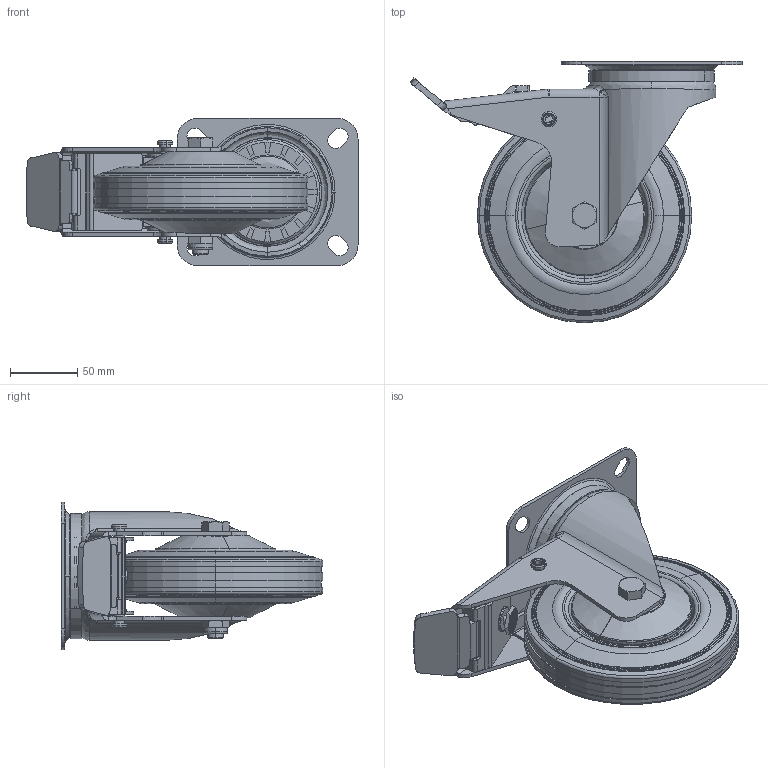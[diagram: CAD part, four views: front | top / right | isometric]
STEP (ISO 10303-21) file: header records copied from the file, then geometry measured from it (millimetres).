
FILE_DESCRIPTION (( 'STEP AP203' ), '1' );
FILE_NAME ('L420.B55.161.step', '2016-11-12T14:50:06', ( 'CAD' ), ( '' ), 'SwSTEP 2.0', 'SolidWorks 2012', '' );
FILE_SCHEMA (( 'CONFIG_CONTROL_DESIGN' ));
Length unit declared in the file: millimetre
Products named in the file (1): L420.B55.161
Bounding box: 247.75 x 195.04 x 110 mm (x, y, z)
Volume: 754466.4 mm3; surface area: 333124.3 mm2
Topology: 61 solids, 61 shells, 1446 faces, 3729 edges, 2293 vertices
Faces by surface type: plane 477, cylinder 464, bspline 309, cone 102, torus 94
Entity records: 53052 total; most frequent: CARTESIAN_POINT 18890, DIRECTION 7202, ORIENTED_EDGE 7194, EDGE_CURVE 3597, AXIS2_PLACEMENT_3D 2871, VERTEX_POINT 2293, CIRCLE 1733, EDGE_LOOP 1592
